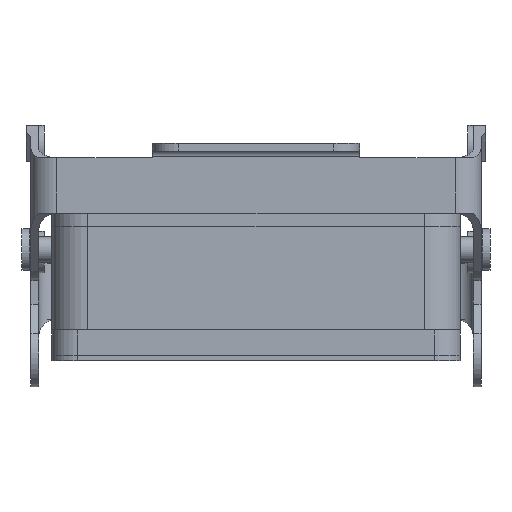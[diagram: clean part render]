
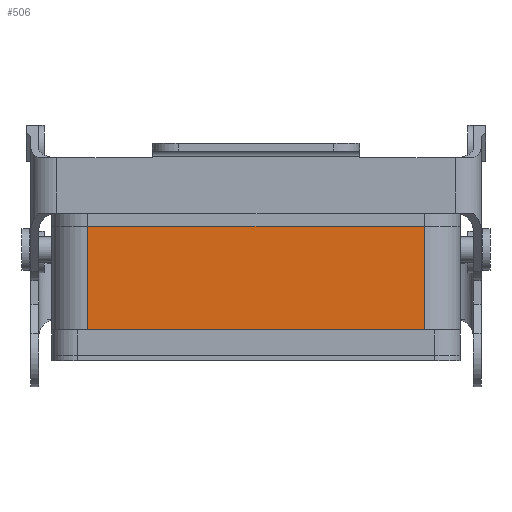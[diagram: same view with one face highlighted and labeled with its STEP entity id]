
A CAD part, left-side view. The second image highlights one B-rep face of the part: STEP entity #506.
In plain terms, the highlighted planar face has unit normal (-1, 0, 0).
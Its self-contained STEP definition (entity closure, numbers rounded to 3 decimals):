
#506 = ADVANCED_FACE( '', ( #1094 ), #1095, .F. );
#1094 = FACE_OUTER_BOUND( '', #1730, .T. );
#1095 = PLANE( '', #1731 );
#1730 = EDGE_LOOP( '', ( #3115, #3116, #3117, #3118 ) );
#1731 = AXIS2_PLACEMENT_3D( '', #3119, #3120, #3121 );
#3115 = ORIENTED_EDGE( '', *, *, #4069, .F. );
#3116 = ORIENTED_EDGE( '', *, *, #3898, .T. );
#3117 = ORIENTED_EDGE( '', *, *, #4070, .F. );
#3118 = ORIENTED_EDGE( '', *, *, #3509, .F. );
#3119 = CARTESIAN_POINT( '', ( -46.75, 0., 25. ) );
#3120 = DIRECTION( '', ( 1., 0., 0. ) );
#3121 = DIRECTION( '', ( 0., 1., 0. ) );
#3509 = EDGE_CURVE( '', #4149, #4144, #4151, .F. );
#3898 = EDGE_CURVE( '', #4797, #4794, #4798, .F. );
#4069 = EDGE_CURVE( '', #4797, #4149, #5017, .T. );
#4070 = EDGE_CURVE( '', #4144, #4794, #5018, .T. );
#4144 = VERTEX_POINT( '', #5100 );
#4149 = VERTEX_POINT( '', #5106 );
#4151 = LINE( '', #5108, #5109 );
#4794 = VERTEX_POINT( '', #5948 );
#4797 = VERTEX_POINT( '', #5951 );
#4798 = LINE( '', #5952, #5953 );
#5017 = LINE( '', #6248, #6249 );
#5018 = LINE( '', #6250, #6251 );
#5100 = CARTESIAN_POINT( '', ( -46.75, 32.5, 25. ) );
#5106 = CARTESIAN_POINT( '', ( -46.75, 32.5, 5. ) );
#5108 = CARTESIAN_POINT( '', ( -46.75, 32.5, 25. ) );
#5109 = VECTOR( '', #6357, 1000. );
#5948 = CARTESIAN_POINT( '', ( -46.75, -32.5, 25. ) );
#5951 = CARTESIAN_POINT( '', ( -46.75, -32.5, 5. ) );
#5952 = CARTESIAN_POINT( '', ( -46.75, -32.5, 25. ) );
#5953 = VECTOR( '', #6887, 1000. );
#6248 = CARTESIAN_POINT( '', ( -46.75, -79., 5. ) );
#6249 = VECTOR( '', #7066, 1000. );
#6250 = CARTESIAN_POINT( '', ( -46.75, 0., 25. ) );
#6251 = VECTOR( '', #7067, 1000. );
#6357 = DIRECTION( '', ( 0., 0., -1. ) );
#6887 = DIRECTION( '', ( 0., 0., -1. ) );
#7066 = DIRECTION( '', ( 0., 1., 0. ) );
#7067 = DIRECTION( '', ( 0., -1., 0. ) );
